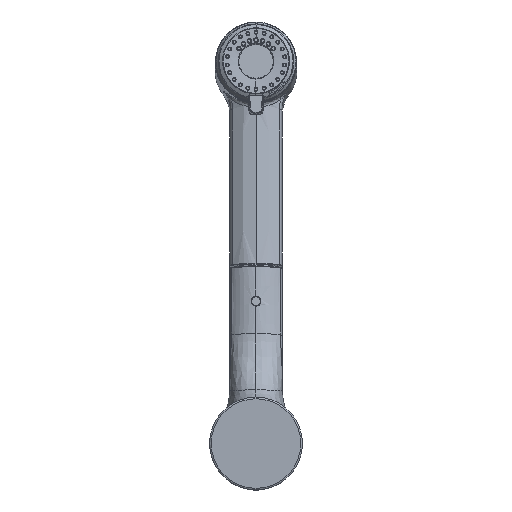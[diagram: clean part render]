
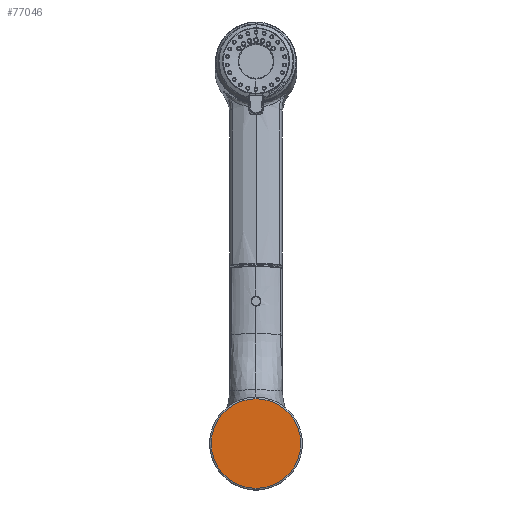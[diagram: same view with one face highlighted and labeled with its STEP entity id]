
A CAD part, front view. The second image highlights one B-rep face of the part: STEP entity #77046.
In plain terms, the highlighted planar face has unit normal (0, -1, 0).
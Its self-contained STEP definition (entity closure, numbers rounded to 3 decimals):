
#76761=CARTESIAN_POINT('',(0.,-10.5,0.));
#76762=DIRECTION('',(0.,-1.,0.));
#76763=DIRECTION('',(0.,0.,-1.));
#76764=AXIS2_PLACEMENT_3D('',#76761,#76762,#76763);
#76766=CARTESIAN_POINT('',(0.,-10.5,0.));
#76767=DIRECTION('',(0.,-1.,0.));
#76768=DIRECTION('',(0.,0.,1.));
#76769=AXIS2_PLACEMENT_3D('',#76766,#76767,#76768);
#76812=CARTESIAN_POINT('',(0.,-10.5,-26.5));
#76813=CARTESIAN_POINT('',(0.,-10.5,26.5));
#76814=VERTEX_POINT('',#76812);
#76815=VERTEX_POINT('',#76813);
#77036=CARTESIAN_POINT('',(0.,-10.5,0.));
#77037=DIRECTION('',(0.,1.,0.));
#77038=DIRECTION('',(0.,0.,1.));
#77039=AXIS2_PLACEMENT_3D('',#77036,#77037,#77038);
#77040=PLANE('',#77039);
#77041=ORIENTED_EDGE('',*,*,#77026,.F.);
#77043=ORIENTED_EDGE('',*,*,#77042,.F.);
#77044=EDGE_LOOP('',(#77041,#77043));
#77045=FACE_OUTER_BOUND('',#77044,.F.);
#77046=ADVANCED_FACE('',(#77045),#77040,.F.);
#76765=CIRCLE('',#76764,26.5);
#76770=CIRCLE('',#76769,26.5);
#77026=EDGE_CURVE('',#76814,#76815,#76765,.T.);
#77042=EDGE_CURVE('',#76815,#76814,#76770,.T.);
